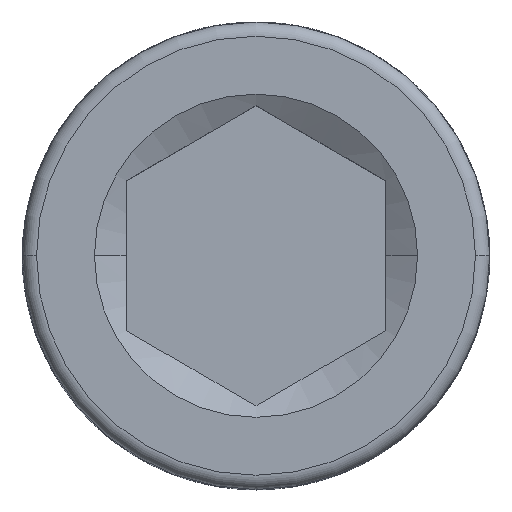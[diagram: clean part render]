
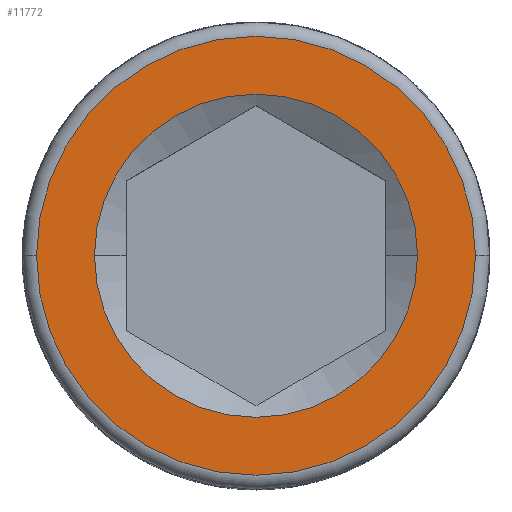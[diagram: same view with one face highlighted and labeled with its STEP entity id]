
A CAD part, top view. The second image highlights one B-rep face of the part: STEP entity #11772.
In plain terms, the highlighted planar face has unit normal (0, 0, 1).
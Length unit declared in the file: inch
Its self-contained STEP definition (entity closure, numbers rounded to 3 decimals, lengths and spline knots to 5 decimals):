
#174 = DIRECTION ( 'NONE',  ( 0., 0., -1. ) ) ;
#440 = ORIENTED_EDGE ( 'NONE', *, *, #6017, .F. ) ;
#934 = DIRECTION ( 'NONE',  ( -1., 0., 0. ) ) ;
#1091 = EDGE_CURVE ( 'NONE', #11520, #2549, #8834, .T. ) ;
#1362 = ORIENTED_EDGE ( 'NONE', *, *, #1091, .F. ) ;
#1746 = CIRCLE ( 'NONE', #9017, 0.04859 ) ;
#1968 = CIRCLE ( 'NONE', #2167, 0.06601 ) ;
#2005 = CARTESIAN_POINT ( 'NONE',  ( 0.06601, 0., 0.26175 ) ) ;
#2167 = AXIS2_PLACEMENT_3D ( 'NONE', #8040, #174, #3937 ) ;
#2549 = VERTEX_POINT ( 'NONE', #8643 ) ;
#3292 = FACE_OUTER_BOUND ( 'NONE', #11739, .T. ) ;
#3314 = DIRECTION ( 'NONE',  ( 1., 0., 0. ) ) ;
#3368 = CARTESIAN_POINT ( 'NONE',  ( 0., 0., 0.26175 ) ) ;
#3458 = CARTESIAN_POINT ( 'NONE',  ( 0., 0., 0.26175 ) ) ;
#3857 = DIRECTION ( 'NONE',  ( 0., 0., -1. ) ) ;
#3913 = CARTESIAN_POINT ( 'NONE',  ( -0.04859, 0., 0.26175 ) ) ;
#3937 = DIRECTION ( 'NONE',  ( -1., 0., 0. ) ) ;
#4398 = EDGE_CURVE ( 'NONE', #8124, #10999, #9440, .T. ) ;
#4557 = DIRECTION ( 'NONE',  ( 1., 0., 0. ) ) ;
#4611 = CARTESIAN_POINT ( 'NONE',  ( 0.04859, 0., 0.26175 ) ) ;
#4778 = PLANE ( 'NONE',  #10091 ) ;
#5049 = ORIENTED_EDGE ( 'NONE', *, *, #4398, .F. ) ;
#6017 = EDGE_CURVE ( 'NONE', #10999, #8124, #1746, .T. ) ;
#6519 = AXIS2_PLACEMENT_3D ( 'NONE', #3368, #8261, #3314 ) ;
#7621 = DIRECTION ( 'NONE',  ( 0., 0., 1. ) ) ;
#7774 = DIRECTION ( 'NONE',  ( 0., 0., 1. ) ) ;
#8040 = CARTESIAN_POINT ( 'NONE',  ( 0., 0., 0.26175 ) ) ;
#8124 = VERTEX_POINT ( 'NONE', #4611 ) ;
#8261 = DIRECTION ( 'NONE',  ( 0., 0., 1. ) ) ;
#8643 = CARTESIAN_POINT ( 'NONE',  ( -0.06601, 0., 0.26175 ) ) ;
#8753 = DIRECTION ( 'NONE',  ( 1., 0., 0. ) ) ;
#8824 = AXIS2_PLACEMENT_3D ( 'NONE', #8868, #3857, #934 ) ;
#8834 = CIRCLE ( 'NONE', #8824, 0.06601 ) ;
#8868 = CARTESIAN_POINT ( 'NONE',  ( 0., 0., 0.26175 ) ) ;
#9017 = AXIS2_PLACEMENT_3D ( 'NONE', #3458, #7621, #4557 ) ;
#9440 = CIRCLE ( 'NONE', #6519, 0.04859 ) ;
#10091 = AXIS2_PLACEMENT_3D ( 'NONE', #11767, #7774, #8753 ) ;
#10999 = VERTEX_POINT ( 'NONE', #3913 ) ;
#11132 = ORIENTED_EDGE ( 'NONE', *, *, #12010, .F. ) ;
#11520 = VERTEX_POINT ( 'NONE', #2005 ) ;
#11739 = EDGE_LOOP ( 'NONE', ( #11132, #1362 ) ) ;
#11767 = CARTESIAN_POINT ( 'NONE',  ( 0., 0.06601, 0.26175 ) ) ;
#11772 = ADVANCED_FACE ( 'NONE', ( #12223, #3292 ), #4778, .T. ) ;
#12010 = EDGE_CURVE ( 'NONE', #2549, #11520, #1968, .T. ) ;
#12223 = FACE_BOUND ( 'NONE', #12281, .T. ) ;
#12281 = EDGE_LOOP ( 'NONE', ( #5049, #440 ) ) ;
